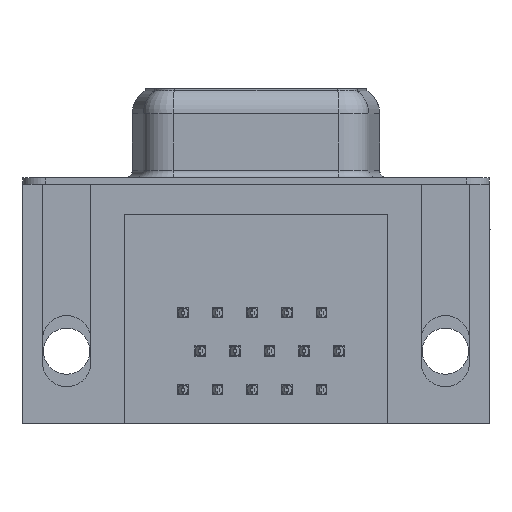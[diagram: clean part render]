
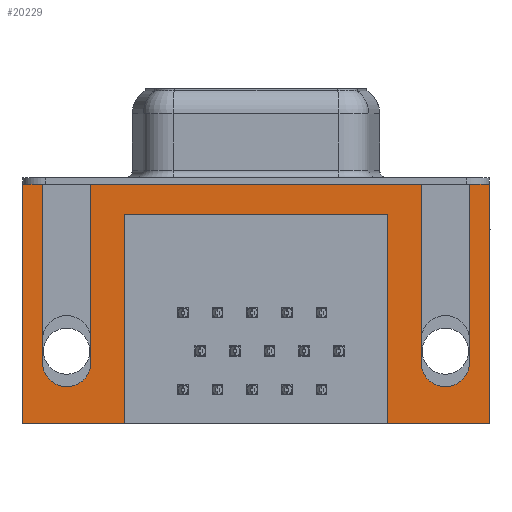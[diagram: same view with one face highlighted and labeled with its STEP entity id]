
A CAD part, front view. The second image highlights one B-rep face of the part: STEP entity #20229.
In plain terms, the highlighted planar face has unit normal (0, -1, 0).
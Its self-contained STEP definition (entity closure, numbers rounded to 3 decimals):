
#154 = EDGE_CURVE ( 'NONE', #6017, #12041, #25618, .T. ) ;
#173 = VECTOR ( 'NONE', #9004, 1000. ) ;
#251 = LINE ( 'NONE', #29256, #22414 ) ;
#655 = AXIS2_PLACEMENT_3D ( 'NONE', #29884, #12339, #9923 ) ;
#657 = CARTESIAN_POINT ( 'NONE',  ( -2.91, -6.275, -2.5 ) ) ;
#756 = LINE ( 'NONE', #5603, #25516 ) ;
#781 = DIRECTION ( 'NONE',  ( 0., 0., 1. ) ) ;
#898 = VERTEX_POINT ( 'NONE', #16694 ) ;
#931 = CARTESIAN_POINT ( 'NONE',  ( -2.91, -6.275, 0. ) ) ;
#980 = CARTESIAN_POINT ( 'NONE',  ( -1.6, -6.275, 0. ) ) ;
#1141 = VERTEX_POINT ( 'NONE', #17157 ) ;
#1216 = CARTESIAN_POINT ( 'NONE',  ( 21.2, -6.275, -2. ) ) ;
#1260 = CARTESIAN_POINT ( 'NONE',  ( 23.39, -6.275, 0. ) ) ;
#1592 = EDGE_CURVE ( 'NONE', #31291, #18508, #11724, .T. ) ;
#1673 = EDGE_CURVE ( 'NONE', #898, #31291, #29566, .T. ) ;
#2419 = VERTEX_POINT ( 'NONE', #5509 ) ;
#2971 = CARTESIAN_POINT ( 'NONE',  ( -2.91, -6.275, 0. ) ) ;
#3178 = VERTEX_POINT ( 'NONE', #2971 ) ;
#3724 = VERTEX_POINT ( 'NONE', #26746 ) ;
#4133 = LINE ( 'NONE', #23619, #31528 ) ;
#4986 = EDGE_CURVE ( 'NONE', #3724, #17433, #19139, .T. ) ;
#5036 = ORIENTED_EDGE ( 'NONE', *, *, #17761, .F. ) ;
#5379 = VECTOR ( 'NONE', #781, 1000. ) ;
#5509 = CARTESIAN_POINT ( 'NONE',  ( 23.39, -6.275, -11.78 ) ) ;
#5603 = CARTESIAN_POINT ( 'NONE',  ( -2.91, -6.275, -2.5 ) ) ;
#5672 = AXIS2_PLACEMENT_3D ( 'NONE', #24644, #7418, #26909 ) ;
#5820 = CARTESIAN_POINT ( 'NONE',  ( 27.9, -6.275, -2.5 ) ) ;
#5849 = CARTESIAN_POINT ( 'NONE',  ( 3.79, -6.275, -15.8 ) ) ;
#6017 = VERTEX_POINT ( 'NONE', #20640 ) ;
#6308 = CIRCLE ( 'NONE', #655, 1.6 ) ;
#6707 = DIRECTION ( 'NONE',  ( -1., 0., 0. ) ) ;
#7108 = VERTEX_POINT ( 'NONE', #13070 ) ;
#7283 = CARTESIAN_POINT ( 'NONE',  ( 27.9, -6.275, -15.8 ) ) ;
#7418 = DIRECTION ( 'NONE',  ( 0., -1., 0. ) ) ;
#7433 = DIRECTION ( 'NONE',  ( 0., -1., 0. ) ) ;
#7567 = ORIENTED_EDGE ( 'NONE', *, *, #4986, .F. ) ;
#7764 = LINE ( 'NONE', #980, #11308 ) ;
#8020 = EDGE_LOOP ( 'NONE', ( #30081, #21085, #23462, #27529, #20373, #22144, #5036, #19963, #11353, #22447, #16421, #12249, #7567, #12603, #12954, #16613 ) ) ;
#9004 = DIRECTION ( 'NONE',  ( 1., 0., 0. ) ) ;
#9557 = CARTESIAN_POINT ( 'NONE',  ( -1.6, -6.275, -11.78 ) ) ;
#9872 = VECTOR ( 'NONE', #19143, 1000. ) ;
#9885 = VECTOR ( 'NONE', #22164, 1000. ) ;
#9923 = DIRECTION ( 'NONE',  ( 1., 0., 0. ) ) ;
#9941 = EDGE_CURVE ( 'NONE', #17433, #7108, #15106, .T. ) ;
#10353 = VERTEX_POINT ( 'NONE', #13466 ) ;
#10506 = EDGE_CURVE ( 'NONE', #19756, #10353, #4133, .T. ) ;
#10601 = DIRECTION ( 'NONE',  ( 0., 0., 1. ) ) ;
#10828 = CIRCLE ( 'NONE', #5672, 1.6 ) ;
#11032 = EDGE_CURVE ( 'NONE', #16411, #898, #6308, .T. ) ;
#11308 = VECTOR ( 'NONE', #22892, 1000. ) ;
#11353 = ORIENTED_EDGE ( 'NONE', *, *, #13242, .F. ) ;
#11565 = VECTOR ( 'NONE', #12714, 1000. ) ;
#11724 = LINE ( 'NONE', #21852, #9872 ) ;
#12041 = VERTEX_POINT ( 'NONE', #21546 ) ;
#12249 = ORIENTED_EDGE ( 'NONE', *, *, #9941, .F. ) ;
#12339 = DIRECTION ( 'NONE',  ( 0., -1., 0. ) ) ;
#12603 = ORIENTED_EDGE ( 'NONE', *, *, #24454, .F. ) ;
#12714 = DIRECTION ( 'NONE',  ( -1., 0., 0. ) ) ;
#12954 = ORIENTED_EDGE ( 'NONE', *, *, #154, .T. ) ;
#13070 = CARTESIAN_POINT ( 'NONE',  ( 3.79, -6.275, -2. ) ) ;
#13242 = EDGE_CURVE ( 'NONE', #10353, #3178, #756, .T. ) ;
#13466 = CARTESIAN_POINT ( 'NONE',  ( -2.91, -6.275, -15.8 ) ) ;
#14508 = EDGE_CURVE ( 'NONE', #18508, #2419, #30424, .T. ) ;
#14743 = VECTOR ( 'NONE', #26920, 1000. ) ;
#14832 = PLANE ( 'NONE',  #24965 ) ;
#15106 = LINE ( 'NONE', #24945, #11565 ) ;
#15479 = DIRECTION ( 'NONE',  ( 0., 0., -1. ) ) ;
#16411 = VERTEX_POINT ( 'NONE', #9557 ) ;
#16421 = ORIENTED_EDGE ( 'NONE', *, *, #27593, .F. ) ;
#16613 = ORIENTED_EDGE ( 'NONE', *, *, #19722, .F. ) ;
#16694 = CARTESIAN_POINT ( 'NONE',  ( 1.6, -6.275, -11.78 ) ) ;
#17157 = CARTESIAN_POINT ( 'NONE',  ( -1.6, -6.275, 0. ) ) ;
#17335 = CARTESIAN_POINT ( 'NONE',  ( 1.6, -6.275, 0. ) ) ;
#17433 = VERTEX_POINT ( 'NONE', #1216 ) ;
#17549 = CARTESIAN_POINT ( 'NONE',  ( 26.59, -6.275, 0. ) ) ;
#17761 = EDGE_CURVE ( 'NONE', #1141, #16411, #7764, .T. ) ;
#18367 = CARTESIAN_POINT ( 'NONE',  ( 3.79, -6.275, -2. ) ) ;
#18508 = VERTEX_POINT ( 'NONE', #22370 ) ;
#18525 = EDGE_CURVE ( 'NONE', #25632, #31750, #24950, .T. ) ;
#19139 = LINE ( 'NONE', #27466, #20160 ) ;
#19143 = DIRECTION ( 'NONE',  ( 1., 0., 0. ) ) ;
#19523 = LINE ( 'NONE', #7283, #14743 ) ;
#19560 = VECTOR ( 'NONE', #28505, 1000. ) ;
#19603 = DIRECTION ( 'NONE',  ( 0., 0., 1. ) ) ;
#19722 = EDGE_CURVE ( 'NONE', #31750, #12041, #251, .T. ) ;
#19756 = VERTEX_POINT ( 'NONE', #5849 ) ;
#19963 = ORIENTED_EDGE ( 'NONE', *, *, #20933, .F. ) ;
#20160 = VECTOR ( 'NONE', #19603, 1000. ) ;
#20229 = ADVANCED_FACE ( 'NONE', ( #22725 ), #14832, .T. ) ;
#20373 = ORIENTED_EDGE ( 'NONE', *, *, #1673, .F. ) ;
#20640 = CARTESIAN_POINT ( 'NONE',  ( 27.9, -6.275, -15.8 ) ) ;
#20933 = EDGE_CURVE ( 'NONE', #3178, #1141, #23002, .T. ) ;
#21085 = ORIENTED_EDGE ( 'NONE', *, *, #29258, .F. ) ;
#21546 = CARTESIAN_POINT ( 'NONE',  ( 27.9, -6.275, 0. ) ) ;
#21852 = CARTESIAN_POINT ( 'NONE',  ( -2.91, -6.275, 0. ) ) ;
#22144 = ORIENTED_EDGE ( 'NONE', *, *, #11032, .F. ) ;
#22164 = DIRECTION ( 'NONE',  ( 0., 0., 1. ) ) ;
#22370 = CARTESIAN_POINT ( 'NONE',  ( 23.39, -6.275, 0. ) ) ;
#22414 = VECTOR ( 'NONE', #29890, 1000. ) ;
#22447 = ORIENTED_EDGE ( 'NONE', *, *, #10506, .F. ) ;
#22725 = FACE_OUTER_BOUND ( 'NONE', #8020, .T. ) ;
#22892 = DIRECTION ( 'NONE',  ( 0., 0., -1. ) ) ;
#23002 = LINE ( 'NONE', #931, #173 ) ;
#23462 = ORIENTED_EDGE ( 'NONE', *, *, #14508, .F. ) ;
#23619 = CARTESIAN_POINT ( 'NONE',  ( 27.9, -6.275, -15.8 ) ) ;
#24454 = EDGE_CURVE ( 'NONE', #6017, #3724, #19523, .T. ) ;
#24644 = CARTESIAN_POINT ( 'NONE',  ( 24.99, -6.275, -11.78 ) ) ;
#24945 = CARTESIAN_POINT ( 'NONE',  ( 3.79, -6.275, -2. ) ) ;
#24950 = LINE ( 'NONE', #17549, #5379 ) ;
#24965 = AXIS2_PLACEMENT_3D ( 'NONE', #657, #7433, #15479 ) ;
#24984 = VECTOR ( 'NONE', #25943, 1000. ) ;
#25186 = CARTESIAN_POINT ( 'NONE',  ( 26.59, -6.275, 0. ) ) ;
#25315 = CARTESIAN_POINT ( 'NONE',  ( 26.59, -6.275, -11.78 ) ) ;
#25516 = VECTOR ( 'NONE', #10601, 1000. ) ;
#25618 = LINE ( 'NONE', #5820, #24984 ) ;
#25632 = VERTEX_POINT ( 'NONE', #25315 ) ;
#25741 = VECTOR ( 'NONE', #31074, 1000. ) ;
#25943 = DIRECTION ( 'NONE',  ( 0., 0., 1. ) ) ;
#26746 = CARTESIAN_POINT ( 'NONE',  ( 21.2, -6.275, -15.8 ) ) ;
#26909 = DIRECTION ( 'NONE',  ( -1., 0., 0. ) ) ;
#26920 = DIRECTION ( 'NONE',  ( -1., 0., 0. ) ) ;
#27466 = CARTESIAN_POINT ( 'NONE',  ( 21.2, -6.275, -2. ) ) ;
#27529 = ORIENTED_EDGE ( 'NONE', *, *, #1592, .F. ) ;
#27593 = EDGE_CURVE ( 'NONE', #7108, #19756, #30765, .T. ) ;
#28505 = DIRECTION ( 'NONE',  ( 0., 0., -1. ) ) ;
#28950 = CARTESIAN_POINT ( 'NONE',  ( 1.6, -6.275, 0. ) ) ;
#29256 = CARTESIAN_POINT ( 'NONE',  ( -2.91, -6.275, 0. ) ) ;
#29258 = EDGE_CURVE ( 'NONE', #2419, #25632, #10828, .T. ) ;
#29566 = LINE ( 'NONE', #28950, #9885 ) ;
#29884 = CARTESIAN_POINT ( 'NONE',  ( 0., -6.275, -11.78 ) ) ;
#29890 = DIRECTION ( 'NONE',  ( 1., 0., 0. ) ) ;
#30081 = ORIENTED_EDGE ( 'NONE', *, *, #18525, .F. ) ;
#30424 = LINE ( 'NONE', #1260, #25741 ) ;
#30765 = LINE ( 'NONE', #18367, #19560 ) ;
#31074 = DIRECTION ( 'NONE',  ( 0., 0., -1. ) ) ;
#31291 = VERTEX_POINT ( 'NONE', #17335 ) ;
#31528 = VECTOR ( 'NONE', #6707, 1000. ) ;
#31750 = VERTEX_POINT ( 'NONE', #25186 ) ;
